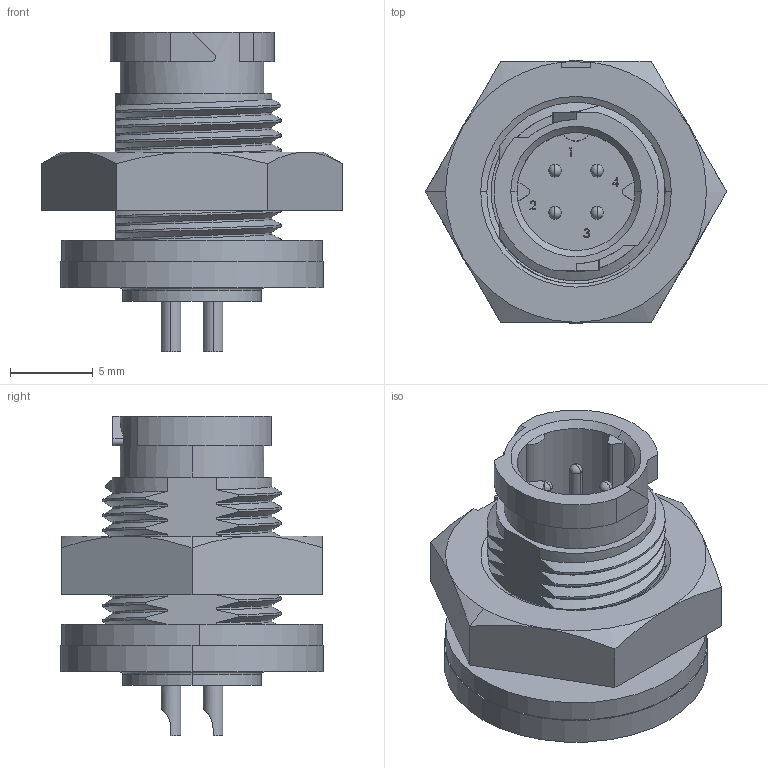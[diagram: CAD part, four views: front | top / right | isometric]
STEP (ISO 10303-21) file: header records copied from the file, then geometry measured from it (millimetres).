
FILE_DESCRIPTION (( 'STEP AP203' ), '1' );
FILE_NAME ('W17882-4PG-P-3ES.STEP', '2021-03-04T16:34:22', ( '' ), ( '' ), 'SwSTEP 2.0', 'SolidWorks 2020', '' );
FILE_SCHEMA (( 'CONFIG_CONTROL_DESIGN' ));
Length unit declared in the file: millimetre
Products named in the file (4): W17882-4PG-EPOXY.step; MC IC GASKET 16293.step; MC IC HEX NUT 16291V4.step; W17882-4PG-P-3ES
Assembly tree (3 placements, depth 2):
  W17882-4PG-P-3ES
    MC IC GASKET 16293.step
    MC IC HEX NUT 16291V4.step
    W17882-4PG-EPOXY.step
Bounding box: 18.18 x 15.88 x 19.3 mm (x, y, z)
Volume: 1686.6 mm3; surface area: 2346.7 mm2
Topology: 3 solids, 3 shells, 229 faces, 603 edges, 390 vertices
Faces by surface type: cylinder 81, plane 80, bspline 43, cone 13, sphere 8, torus 4
Entity records: 15979 total; most frequent: CARTESIAN_POINT 10460, ORIENTED_EDGE 1182, DIRECTION 908, EDGE_CURVE 591, VERTEX_POINT 386, AXIS2_PLACEMENT_3D 314, VECTOR 280, LINE 280
